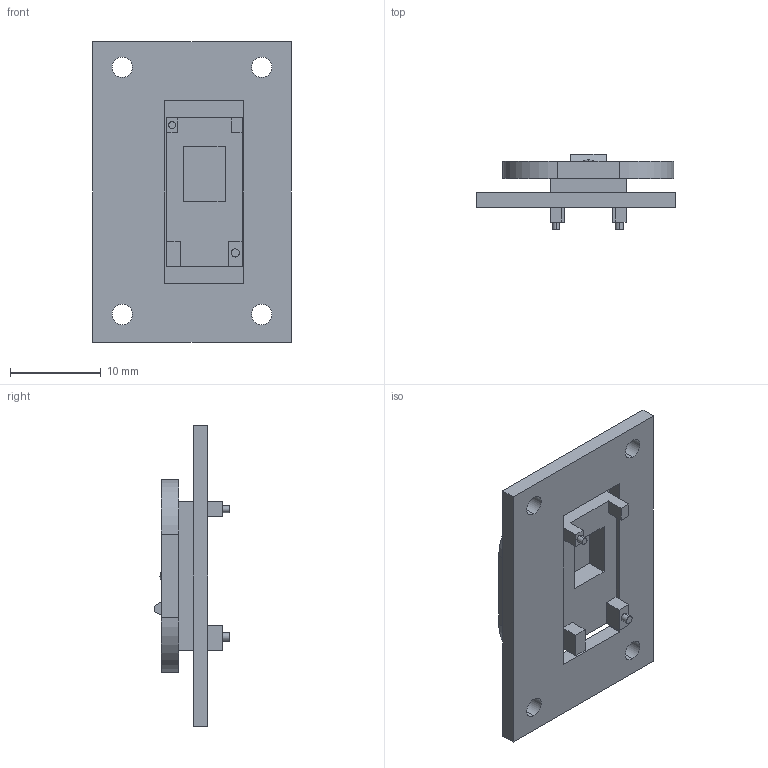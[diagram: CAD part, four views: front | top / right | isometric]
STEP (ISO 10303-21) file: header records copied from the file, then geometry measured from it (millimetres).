
FILE_DESCRIPTION (( 'STEP AP214' ), '1' );
FILE_NAME ('Mouse Sensor 3.0 Assembly.STEP', '2023-03-10T01:45:01', ( '' ), ( '' ), 'SwSTEP 2.0', 'SolidWorks 2017', '' );
FILE_SCHEMA (( 'AUTOMOTIVE_DESIGN' ));
Length unit declared in the file: millimetre
Products named in the file (5): Mouse PCB 3.0; Mouse Sensor 12K - Lens; Mouse Sensor 3.0 Assembly
Assembly tree (2 placements, depth 2):
  Mouse PCB 3.0
  Mouse Sensor 12K - Lens
  Mouse Sensor 3.0 Assembly
    Mouse PCB 3.0
    Mouse Sensor 12K - Lens
Bounding box: 21.79 x 8.25 x 33.02 mm (x, y, z)
Volume: 1580.7 mm3; surface area: 2808.6 mm2
Topology: 2 solids, 3 shells, 128 faces, 330 edges, 215 vertices
Faces by surface type: plane 82, cylinder 32, bspline 14
Entity records: 4964 total; most frequent: CARTESIAN_POINT 1751, ORIENTED_EDGE 656, DIRECTION 605, EDGE_CURVE 328, VECTOR 227, LINE 227, VERTEX_POINT 215, AXIS2_PLACEMENT_3D 189
